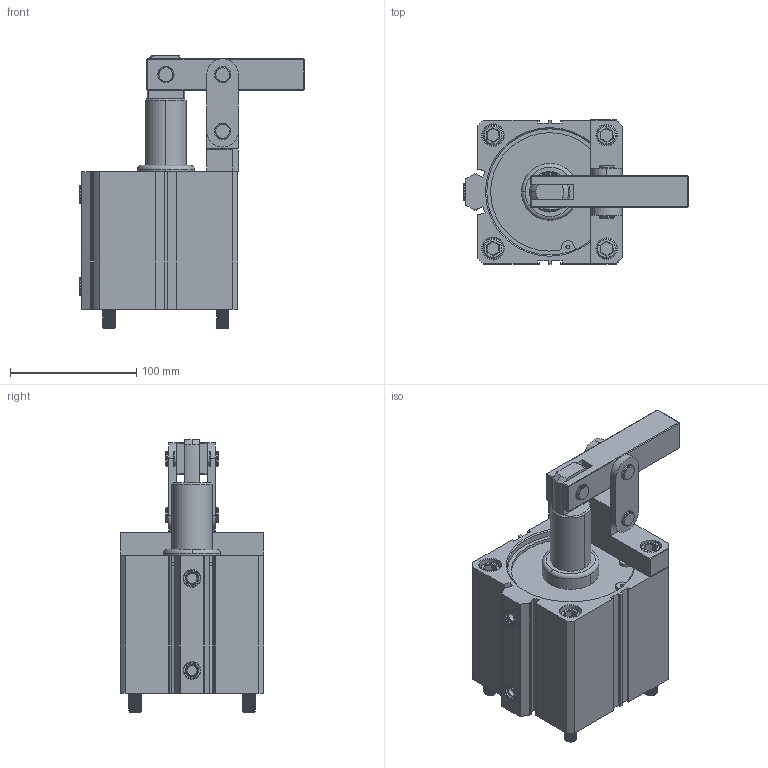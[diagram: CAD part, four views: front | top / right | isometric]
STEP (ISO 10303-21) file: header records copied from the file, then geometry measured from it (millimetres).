
FILE_DESCRIPTION (( 'STEP AP214' ), '1' );
FILE_NAME ('CALC-MS100杠杆空压缸三维图.STEP', '2019-04-14T08:46:10', ( '' ), ( '' ), 'SwSTEP 2.0', 'SolidWorks 2016', '' );
FILE_SCHEMA (( 'AUTOMOTIVE_DESIGN' ));
Length unit declared in the file: millimetre
Products named in the file (9): CALC-MS100杠杆空压缸三维图; 綴裔_1; 1x4黑芛100; ms100 掛极100; 72554; M10X111; 400MS; M10X131; ms 活塞杆
Assembly tree (11 placements, depth 2):
  CALC-MS100杠杆空压缸三维图
    ms 活塞杆
    M10X131  x2
    400MS
    M10X111  x2
    72554
    ms100 掛极100
    1x4黑芛100  x2
    綴裔_1
Bounding box: 178.5 x 114 x 215.8 mm (x, y, z)
Volume: 951039 mm3; surface area: 258444 mm2
Topology: 19 solids, 19 shells, 870 faces, 2221 edges, 1434 vertices
Faces by surface type: cylinder 454, plane 264, cone 100, torus 28, bspline 24
Entity records: 31896 total; most frequent: CARTESIAN_POINT 16116, ORIENTED_EDGE 3286, DIRECTION 3178, EDGE_CURVE 1643, AXIS2_PLACEMENT_3D 1188, VERTEX_POINT 1058, VECTOR 802, LINE 802
